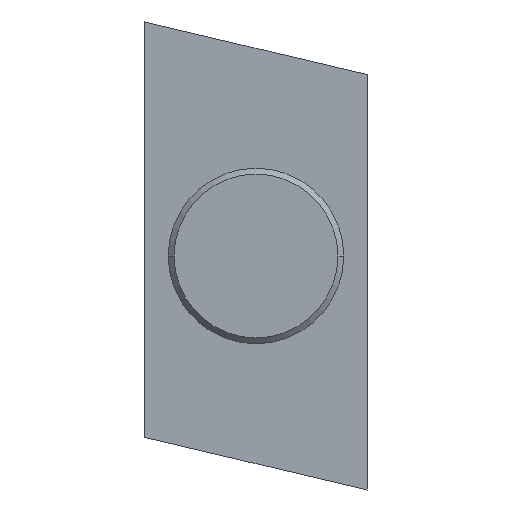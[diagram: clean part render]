
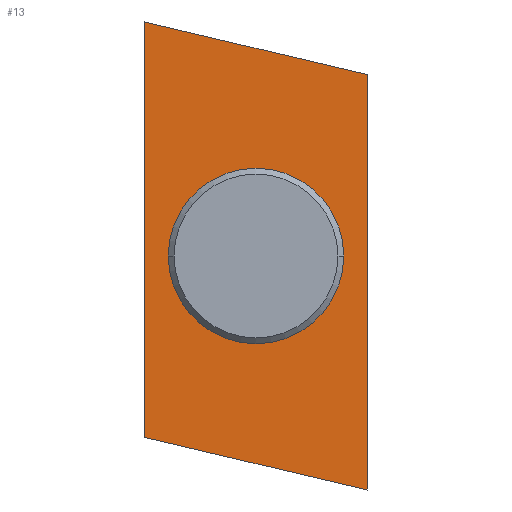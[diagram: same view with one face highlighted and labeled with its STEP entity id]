
A CAD part, left-side view. The second image highlights one B-rep face of the part: STEP entity #13.
In plain terms, the highlighted planar face has unit normal (-1, 0, 0).
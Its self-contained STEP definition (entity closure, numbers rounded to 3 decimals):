
#13 = ADVANCED_FACE ( 'NONE', ( #233, #234 ), #381, .F. ) ;
#51 = AXIS2_PLACEMENT_3D ( 'NONE', #460, #459, #458 ) ;
#69 = EDGE_CURVE ( 'NONE', #351, #337, #257, .T. ) ;
#72 = EDGE_CURVE ( 'NONE', #356, #365, #263, .T. ) ;
#73 = EDGE_CURVE ( 'NONE', #338, #351, #261, .T. ) ;
#76 = EDGE_CURVE ( 'NONE', #337, #353, #269, .T. ) ;
#78 = EDGE_CURVE ( 'NONE', #353, #338, #271, .T. ) ;
#86 = AXIS2_PLACEMENT_3D ( 'NONE', #379, #380, #322 ) ;
#97 = AXIS2_PLACEMENT_3D ( 'NONE', #477, #472, #468 ) ;
#112 = EDGE_CURVE ( 'NONE', #365, #356, #315, .T. ) ;
#168 = ORIENTED_EDGE ( 'NONE', *, *, #69, .F. ) ;
#169 = ORIENTED_EDGE ( 'NONE', *, *, #73, .F. ) ;
#170 = ORIENTED_EDGE ( 'NONE', *, *, #76, .F. ) ;
#172 = ORIENTED_EDGE ( 'NONE', *, *, #78, .F. ) ;
#190 = ORIENTED_EDGE ( 'NONE', *, *, #112, .T. ) ;
#191 = ORIENTED_EDGE ( 'NONE', *, *, #72, .T. ) ;
#206 = EDGE_LOOP ( 'NONE', ( #190, #191 ) ) ;
#207 = EDGE_LOOP ( 'NONE', ( #172, #170, #168, #169 ) ) ;
#233 = FACE_BOUND ( 'NONE', #206, .T. ) ;
#234 = FACE_OUTER_BOUND ( 'NONE', #207, .T. ) ;
#257 = LINE ( 'NONE', #510, #258 ) ;
#258 = VECTOR ( 'NONE', #508, 1000. ) ;
#261 = LINE ( 'NONE', #463, #264 ) ;
#263 = CIRCLE ( 'NONE', #97, 3. ) ;
#264 = VECTOR ( 'NONE', #462, 1000. ) ;
#269 = LINE ( 'NONE', #403, #270 ) ;
#270 = VECTOR ( 'NONE', #529, 1000. ) ;
#271 = LINE ( 'NONE', #518, #272 ) ;
#272 = VECTOR ( 'NONE', #515, 1000. ) ;
#315 = CIRCLE ( 'NONE', #51, 3. ) ;
#322 = DIRECTION ( 'NONE',  ( 0., 0., -1. ) ) ;
#337 = VERTEX_POINT ( 'NONE', #437 ) ;
#338 = VERTEX_POINT ( 'NONE', #436 ) ;
#351 = VERTEX_POINT ( 'NONE', #435 ) ;
#353 = VERTEX_POINT ( 'NONE', #433 ) ;
#356 = VERTEX_POINT ( 'NONE', #429 ) ;
#365 = VERTEX_POINT ( 'NONE', #426 ) ;
#379 = CARTESIAN_POINT ( 'NONE',  ( 0., 0., 16.096 ) ) ;
#380 = DIRECTION ( 'NONE',  ( 1., 0., 0. ) ) ;
#381 = PLANE ( 'NONE',  #86 ) ;
#403 = CARTESIAN_POINT ( 'NONE',  ( 0., 7.6, 16. ) ) ;
#426 = CARTESIAN_POINT ( 'NONE',  ( 0., 3.8, 5. ) ) ;
#429 = CARTESIAN_POINT ( 'NONE',  ( 0., 3.8, 11. ) ) ;
#433 = CARTESIAN_POINT ( 'NONE',  ( 0., 0., 14.2 ) ) ;
#435 = CARTESIAN_POINT ( 'NONE',  ( 0., 7.6, 1.8 ) ) ;
#436 = CARTESIAN_POINT ( 'NONE',  ( 0., 0., 0. ) ) ;
#437 = CARTESIAN_POINT ( 'NONE',  ( 0., 7.6, 16. ) ) ;
#458 = DIRECTION ( 'NONE',  ( 0., 0., -1. ) ) ;
#459 = DIRECTION ( 'NONE',  ( 1., 0., 0. ) ) ;
#460 = CARTESIAN_POINT ( 'NONE',  ( 0., 3.8, 8. ) ) ;
#462 = DIRECTION ( 'NONE',  ( 0., 0.973, 0.23 ) ) ;
#463 = CARTESIAN_POINT ( 'NONE',  ( 0., 0., 0. ) ) ;
#468 = DIRECTION ( 'NONE',  ( 0., 0., -1. ) ) ;
#472 = DIRECTION ( 'NONE',  ( 1., 0., 0. ) ) ;
#477 = CARTESIAN_POINT ( 'NONE',  ( 0., 3.8, 8. ) ) ;
#508 = DIRECTION ( 'NONE',  ( 0., 0., 1. ) ) ;
#510 = CARTESIAN_POINT ( 'NONE',  ( 0., 7.6, 8. ) ) ;
#515 = DIRECTION ( 'NONE',  ( 0., 0., -1. ) ) ;
#518 = CARTESIAN_POINT ( 'NONE',  ( 0., 0., 8. ) ) ;
#529 = DIRECTION ( 'NONE',  ( 0., -0.973, -0.23 ) ) ;
